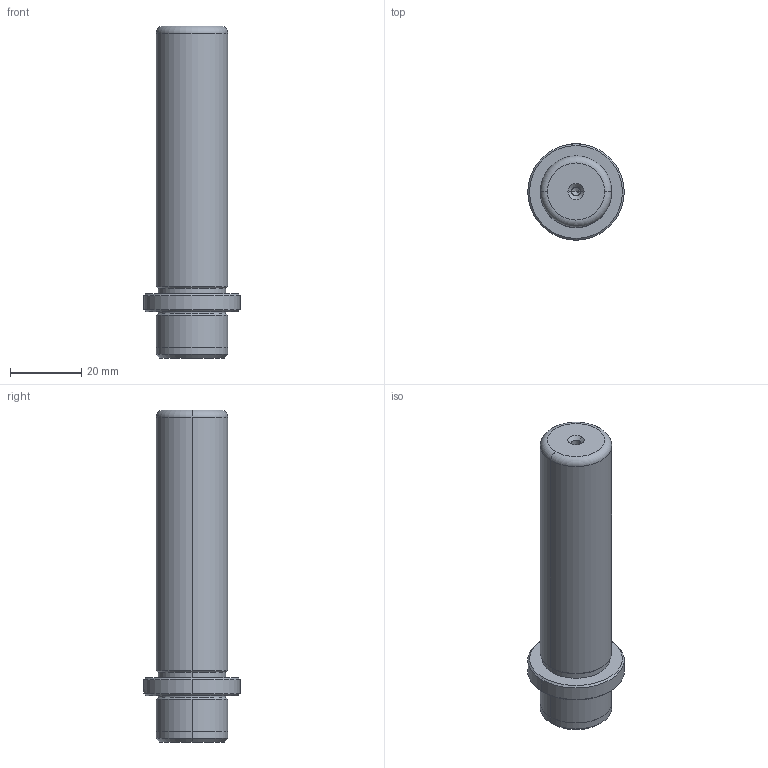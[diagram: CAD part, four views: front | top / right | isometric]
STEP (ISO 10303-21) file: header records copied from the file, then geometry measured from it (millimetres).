
FILE_DESCRIPTION (( 'STEP AP214' ), '1' );
FILE_NAME ('GPR-D20-80.step', '2021-07-29T06:53:44', ( 'User' ), ( 'china' ), 'SwSTEP 2.0', 'SolidWorks 2016', '' );
FILE_SCHEMA (( 'AUTOMOTIVE_DESIGN' ));
Length unit declared in the file: millimetre
Products named in the file (1): GPR-D20-80
Bounding box: 27 x 27 x 93 mm (x, y, z)
Volume: 29407.4 mm3; surface area: 7557.7 mm2
Topology: 1 solids, 1 shells, 66 faces, 148 edges, 88 vertices
Faces by surface type: cylinder 28, cone 20, plane 14, torus 4
Entity records: 2052 total; most frequent: CARTESIAN_POINT 553, DIRECTION 312, ORIENTED_EDGE 288, EDGE_CURVE 144, AXIS2_PLACEMENT_3D 125, VERTEX_POINT 88, EDGE_LOOP 74, FACE_OUTER_BOUND 66
